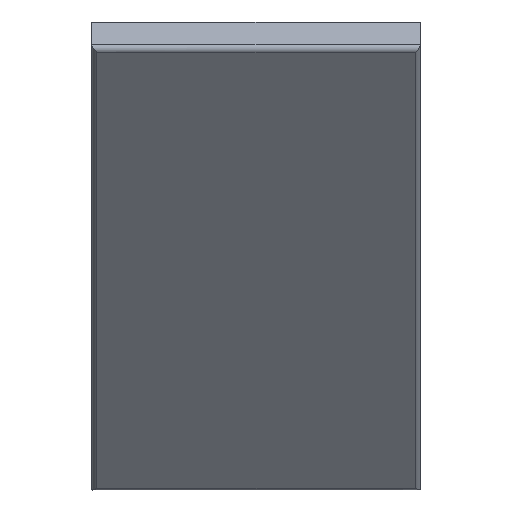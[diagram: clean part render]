
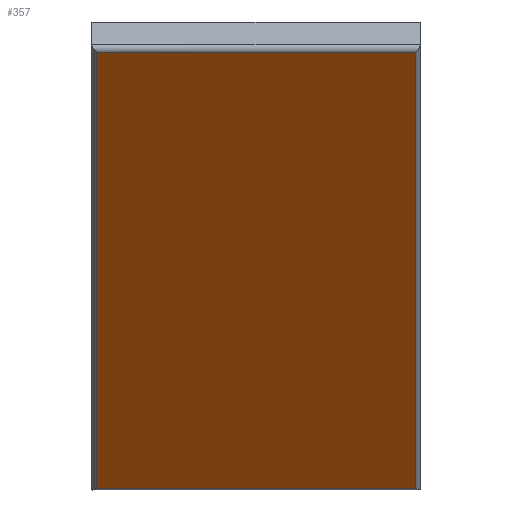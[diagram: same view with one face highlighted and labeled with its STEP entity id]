
A CAD part, top view. The second image highlights one B-rep face of the part: STEP entity #357.
In plain terms, the highlighted planar face has unit normal (0, -0.636, 0.771).
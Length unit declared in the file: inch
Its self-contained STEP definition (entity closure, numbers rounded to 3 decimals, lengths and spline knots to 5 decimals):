
#4 = CARTESIAN_POINT ( 'NONE',  ( 15.46956, 13.49072, -5.3619 ) ) ;
#15 = ORIENTED_EDGE ( 'NONE', *, *, #200, .F. ) ;
#34 = DIRECTION ( 'NONE',  ( 0., -0.636, 0.771 ) ) ;
#44 = VECTOR ( 'NONE', #326, 39.37008 ) ;
#69 = EDGE_CURVE ( 'NONE', #417, #595, #143, .T. ) ;
#76 = CARTESIAN_POINT ( 'NONE',  ( 0., 8.0929, -9.81338 ) ) ;
#82 = DIRECTION ( 'NONE',  ( 0., -0.771, -0.636 ) ) ;
#88 = FACE_OUTER_BOUND ( 'NONE', #376, .T. ) ;
#115 = VECTOR ( 'NONE', #82, 39.37008 ) ;
#130 = LINE ( 'NONE', #234, #239 ) ;
#137 = CARTESIAN_POINT ( 'NONE',  ( 0., 13.49072, -5.3619 ) ) ;
#139 = VERTEX_POINT ( 'NONE', #4 ) ;
#143 = LINE ( 'NONE', #180, #115 ) ;
#152 = AXIS2_PLACEMENT_3D ( 'NONE', #76, #34, #441 ) ;
#175 = CARTESIAN_POINT ( 'NONE',  ( 0., 2.88268, -14.11015 ) ) ;
#180 = CARTESIAN_POINT ( 'NONE',  ( 23.21956, 8.0929, -9.81338 ) ) ;
#200 = EDGE_CURVE ( 'NONE', #139, #417, #469, .T. ) ;
#234 = CARTESIAN_POINT ( 'NONE',  ( 15.46956, 8.0929, -9.81338 ) ) ;
#239 = VECTOR ( 'NONE', #378, 39.37008 ) ;
#272 = ORIENTED_EDGE ( 'NONE', *, *, #464, .F. ) ;
#326 = DIRECTION ( 'NONE',  ( -1., 0., 0. ) ) ;
#341 = ORIENTED_EDGE ( 'NONE', *, *, #69, .F. ) ;
#357 = ADVANCED_FACE ( 'NONE', ( #88 ), #585, .T. ) ;
#376 = EDGE_LOOP ( 'NONE', ( #341, #15, #272, #646 ) ) ;
#378 = DIRECTION ( 'NONE',  ( 0., 0.771, 0.636 ) ) ;
#402 = CARTESIAN_POINT ( 'NONE',  ( 23.21956, 13.49072, -5.3619 ) ) ;
#411 = CARTESIAN_POINT ( 'NONE',  ( 15.46956, 2.88268, -14.11015 ) ) ;
#417 = VERTEX_POINT ( 'NONE', #402 ) ;
#423 = VECTOR ( 'NONE', #545, 39.37008 ) ;
#441 = DIRECTION ( 'NONE',  ( 0., -0.771, -0.636 ) ) ;
#449 = VERTEX_POINT ( 'NONE', #411 ) ;
#464 = EDGE_CURVE ( 'NONE', #449, #139, #130, .T. ) ;
#469 = LINE ( 'NONE', #137, #423 ) ;
#495 = LINE ( 'NONE', #175, #44 ) ;
#526 = CARTESIAN_POINT ( 'NONE',  ( 23.21956, 2.88268, -14.11015 ) ) ;
#545 = DIRECTION ( 'NONE',  ( 1., 0., 0. ) ) ;
#585 = PLANE ( 'NONE',  #152 ) ;
#595 = VERTEX_POINT ( 'NONE', #526 ) ;
#622 = EDGE_CURVE ( 'NONE', #595, #449, #495, .T. ) ;
#646 = ORIENTED_EDGE ( 'NONE', *, *, #622, .F. ) ;
